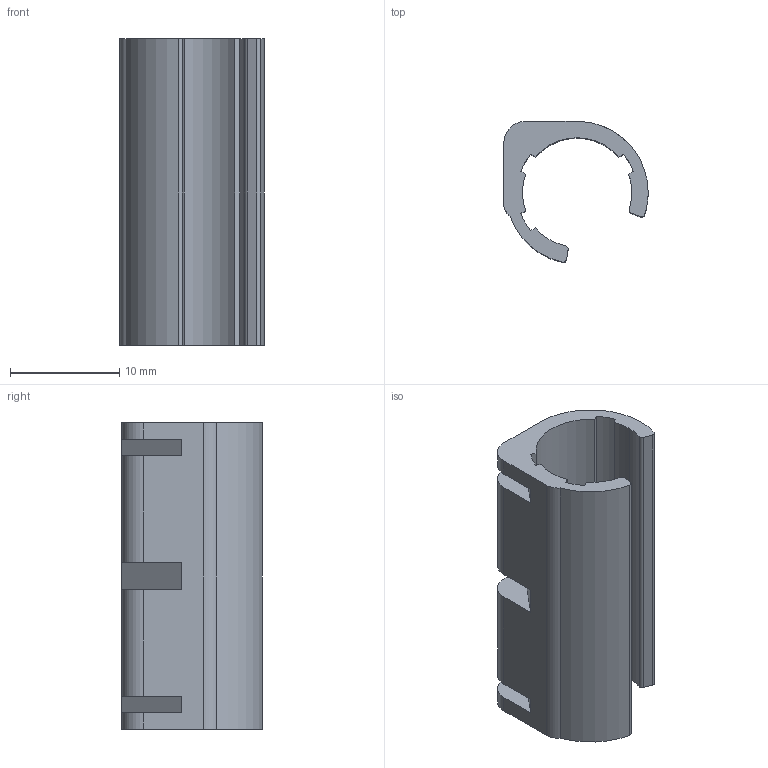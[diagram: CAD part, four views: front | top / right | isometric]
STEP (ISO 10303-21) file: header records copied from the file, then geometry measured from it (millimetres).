
FILE_DESCRIPTION (( 'STEP AP203' ), '1' );
FILE_NAME ('J200UMA-01-10_Default_sldprt.STEP', '2021-04-17T06:21:44', ( '' ), ( '' ), 'SwSTEP 2.0', 'SolidWorks 2013', '' );
FILE_SCHEMA (( 'CONFIG_CONTROL_DESIGN' ));
Length unit declared in the file: millimetre
Products named in the file (1): J200UMA-01-10_Default_sldprt
Bounding box: 13.2 x 12.87 x 28 mm (x, y, z)
Volume: 1320.8 mm3; surface area: 1963.9 mm2
Topology: 1 solids, 1 shells, 44 faces, 123 edges, 82 vertices
Faces by surface type: plane 24, cylinder 20
Entity records: 1506 total; most frequent: DIRECTION 255, CARTESIAN_POINT 250, ORIENTED_EDGE 246, EDGE_CURVE 123, AXIS2_PLACEMENT_3D 87, VERTEX_POINT 82, LINE 81, VECTOR 81
